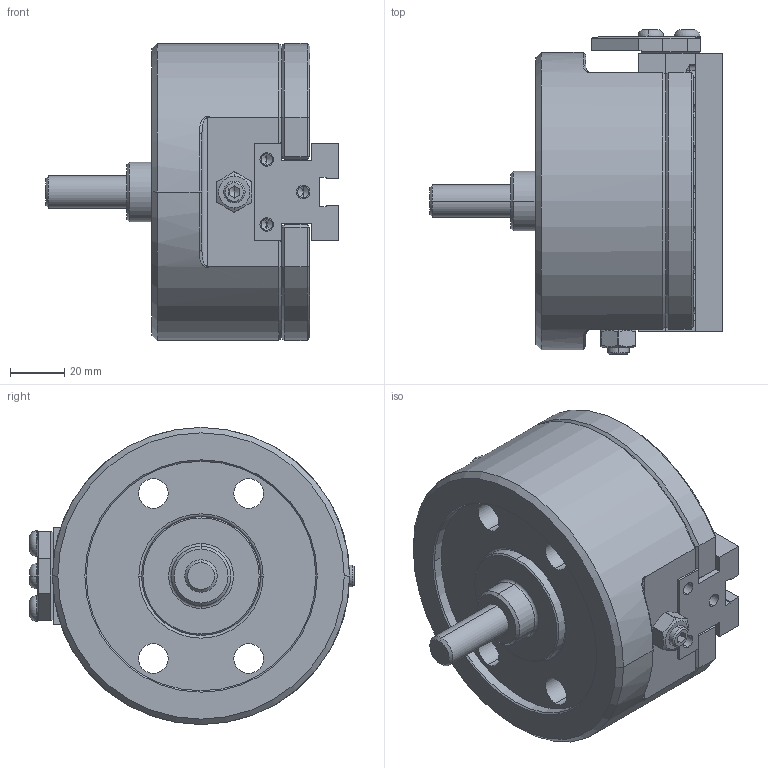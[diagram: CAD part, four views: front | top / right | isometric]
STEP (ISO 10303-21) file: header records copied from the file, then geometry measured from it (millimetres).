
FILE_DESCRIPTION (( 'STEP AP203' ), '1' );
FILE_NAME ('FA-408 外觀參考.STEP', '2016-08-29T07:50:18', ( 'temp' ), ( '' ), 'SwSTEP 2.0', 'SolidWorks 2016', '' );
FILE_SCHEMA (( 'CONFIG_CONTROL_DESIGN' ));
Length unit declared in the file: metre
Products named in the file (10): FA-408彈簧擋塊; M5x16半圓頭; FA-408展刀頭本體; FA-408定位螺絲; FA-408中仁; M8六角螺帽; FA-408刀座滑塊; FA-408 外觀參考; FA-408壓板; M6x16
Assembly tree (21 placements, depth 2):
  FA-408 外觀參考
    FA-408展刀頭本體
    FA-408中仁
    FA-408刀座滑塊
    FA-408壓板  x2
    M6x16  x10
    FA-408彈簧擋塊
    M5x16半圓頭  x3
    FA-408定位螺絲
    M8六角螺帽
Bounding box: 108.34 x 120.25 x 110 mm (x, y, z)
Volume: 524342.5 mm3; surface area: 113658.6 mm2
Topology: 21 solids, 21 shells, 807 faces, 1917 edges, 1150 vertices
Faces by surface type: plane 377, cylinder 258, cone 154, torus 14, bspline 4
Entity records: 16159 total; most frequent: CARTESIAN_POINT 3192, DIRECTION 2551, ORIENTED_EDGE 2306, EDGE_CURVE 1153, AXIS2_PLACEMENT_3D 972, VERTEX_POINT 719, VECTOR 607, LINE 607
